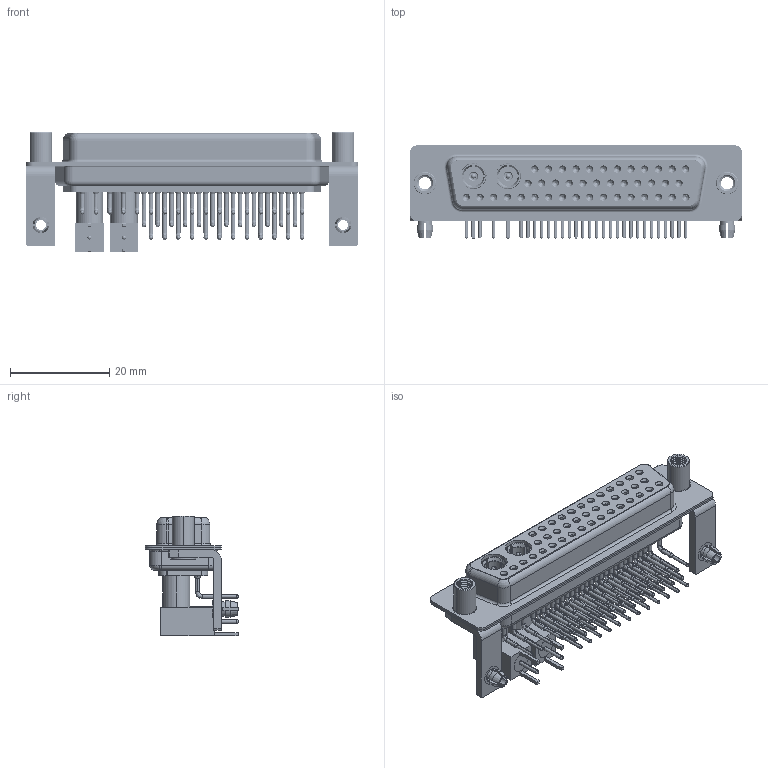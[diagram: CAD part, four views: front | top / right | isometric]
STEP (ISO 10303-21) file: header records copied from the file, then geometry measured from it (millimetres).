
FILE_DESCRIPTION (( 'STEP AP203' ), '1' );
FILE_NAME ('630-43W2240-5TD.STEP', '2022-06-09T18:48:16', ( '' ), ( '' ), 'SwSTEP 2.0', 'SolidWorks 2020', '' );
FILE_SCHEMA (( 'CONFIG_CONTROL_DESIGN' ));
Length unit declared in the file: millimetre
Products named in the file (18): 630Combo Shell Front_50 Contacts; Insulator Pin_Straight PC Tail; 630Combo Contact Row 1_50 Contacts; 630Combo Board Lock_50 Contacts; Locking Collar; 630Combo Threaded Standoff_D; 630Combo Contact Row 3; 630Combo Stabilizer Bracket_50 Contacts; Co-Ax Plug Assy_RA 50; Co-Ax Plug_RA 50; RA Back Shell_50; 630Combo Housing_43W2; 630Combo Shell Rear_50 Contacts; Insulator RA Pin; 630Combo Contact Row 2_50 Contacts; 630-43W2240-5TD; Pin_RA 50
Assembly tree (64 placements, depth 3):
  630-43W2240-5TD
    630Combo Housing_43W2
    630Combo Shell Front_50 Contacts
    630Combo Shell Rear_50 Contacts
    630Combo Stabilizer Bracket_50 Contacts  x2
    630Combo Board Lock_50 Contacts  x2
    630Combo Threaded Standoff_D  x2
    Co-Ax Plug Assy_RA 50
      Co-Ax Plug_RA 50
      Insulator Pin_Straight PC Tail
      Pin_RA 50
      Locking Collar
      RA Back Shell_50
      Insulator RA Pin
    Co-Ax Plug Assy_RA 50
      Co-Ax Plug_RA 50
      Insulator Pin_Straight PC Tail
      Pin_RA 50
      Locking Collar
      RA Back Shell_50
      Insulator RA Pin
    630Combo Contact Row 1_50 Contacts  x12
    630Combo Contact Row 2_50 Contacts  x12
    630Combo Contact Row 3  x17
Bounding box: 67 x 18.8 x 24.16 mm (x, y, z)
Volume: 8254.6 mm3; surface area: 18650.9 mm2
Topology: 62 solids, 62 shells, 2978 faces, 7536 edges, 4752 vertices
Faces by surface type: cylinder 1314, plane 886, cone 529, bspline 172, torus 69, sphere 8
Entity records: 39927 total; most frequent: CARTESIAN_POINT 8756, DIRECTION 6424, ORIENTED_EDGE 5438, EDGE_CURVE 2719, AXIS2_PLACEMENT_3D 2663, VERTEX_POINT 1740, CIRCLE 1443, EDGE_LOOP 1439
